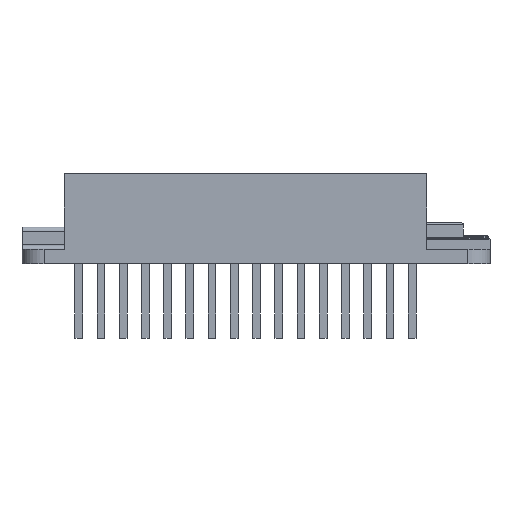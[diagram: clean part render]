
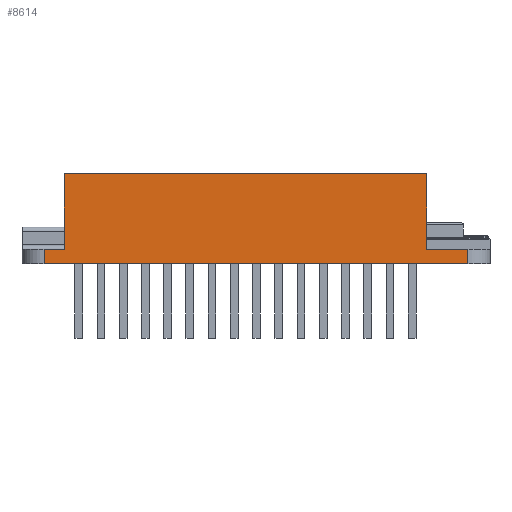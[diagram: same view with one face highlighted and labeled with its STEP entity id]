
A CAD part, front view. The second image highlights one B-rep face of the part: STEP entity #8614.
In plain terms, the highlighted planar face has unit normal (0, -1, 0).
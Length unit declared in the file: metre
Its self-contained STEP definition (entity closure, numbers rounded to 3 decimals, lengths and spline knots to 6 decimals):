
#537=LINE('',#14159,#1531);
#541=LINE('',#14167,#1535);
#668=LINE('',#14428,#1662);
#842=LINE('',#14863,#1836);
#847=LINE('',#14942,#1841);
#864=LINE('',#14989,#1858);
#865=LINE('',#14991,#1859);
#866=LINE('',#14992,#1860);
#1531=VECTOR('',#11784,1.);
#1535=VECTOR('',#11788,1.);
#1662=VECTOR('',#11933,1.);
#1836=VECTOR('',#12227,1.);
#1841=VECTOR('',#12304,1.);
#1858=VECTOR('',#12349,1.);
#1859=VECTOR('',#12352,1.);
#1860=VECTOR('',#12353,1.);
#2965=ORIENTED_EDGE('',*,*,#5199,.T.);
#2966=ORIENTED_EDGE('',*,*,#5239,.F.);
#2967=ORIENTED_EDGE('',*,*,#4865,.F.);
#2968=ORIENTED_EDGE('',*,*,#5265,.F.);
#2969=ORIENTED_EDGE('',*,*,#4996,.F.);
#2970=ORIENTED_EDGE('',*,*,#5266,.T.);
#2971=ORIENTED_EDGE('',*,*,#4861,.F.);
#2972=ORIENTED_EDGE('',*,*,#5264,.T.);
#4861=EDGE_CURVE('',#6027,#6028,#537,.T.);
#4865=EDGE_CURVE('',#6031,#6032,#541,.T.);
#4996=EDGE_CURVE('',#6156,#6157,#668,.T.);
#5199=EDGE_CURVE('',#6358,#6356,#842,.T.);
#5239=EDGE_CURVE('',#6032,#6356,#847,.T.);
#5264=EDGE_CURVE('',#6027,#6358,#864,.T.);
#5265=EDGE_CURVE('',#6157,#6031,#865,.T.);
#5266=EDGE_CURVE('',#6156,#6028,#866,.T.);
#6027=VERTEX_POINT('',#14158);
#6028=VERTEX_POINT('',#14160);
#6031=VERTEX_POINT('',#14166);
#6032=VERTEX_POINT('',#14168);
#6156=VERTEX_POINT('',#14427);
#6157=VERTEX_POINT('',#14429);
#6356=VERTEX_POINT('',#14861);
#6358=VERTEX_POINT('',#14864);
#7029=EDGE_LOOP('',(#2965,#2966,#2967,#2968,#2969,#2970,#2971,#2972));
#7670=FACE_BOUND('',#7029,.T.);
#8214=PLANE('',#11198);
#8614=ADVANCED_FACE('',(#7670),#8214,.F.);
#11198=AXIS2_PLACEMENT_3D('',#14990,#12350,#12351);
#11784=DIRECTION('',(1.,0.,0.));
#11788=DIRECTION('',(1.,0.,0.));
#11933=DIRECTION('',(1.,0.,0.));
#12227=DIRECTION('',(1.,0.,0.));
#12304=DIRECTION('',(0.,0.,-1.));
#12349=DIRECTION('',(0.,0.,-1.));
#12350=DIRECTION('',(0.,1.,0.));
#12351=DIRECTION('',(-1.,0.,0.));
#12352=DIRECTION('',(0.,0.,-1.));
#12353=DIRECTION('',(0.,0.,-1.));
#14158=CARTESIAN_POINT('',(-0.024194,-0.01143,0.001651));
#14159=CARTESIAN_POINT('',(0.024194,-0.01143,0.001651));
#14160=CARTESIAN_POINT('',(-0.021908,-0.01143,0.001651));
#14166=CARTESIAN_POINT('',(0.019495,-0.01143,0.001651));
#14167=CARTESIAN_POINT('',(0.024194,-0.01143,0.001651));
#14168=CARTESIAN_POINT('',(0.024194,-0.01143,0.001651));
#14427=CARTESIAN_POINT('',(-0.021908,-0.01143,0.010287));
#14428=CARTESIAN_POINT('',(0.019495,-0.01143,0.010287));
#14429=CARTESIAN_POINT('',(0.019495,-0.01143,0.010287));
#14861=CARTESIAN_POINT('',(0.024194,-0.01143,0.));
#14863=CARTESIAN_POINT('',(0.024194,-0.01143,0.));
#14864=CARTESIAN_POINT('',(-0.024194,-0.01143,0.));
#14942=CARTESIAN_POINT('',(0.024194,-0.01143,0.001651));
#14989=CARTESIAN_POINT('',(-0.024194,-0.01143,0.001651));
#14990=CARTESIAN_POINT('',(0.024194,-0.01143,0.001651));
#14991=CARTESIAN_POINT('',(0.019495,-0.01143,0.010287));
#14992=CARTESIAN_POINT('',(-0.021908,-0.01143,0.010287));
